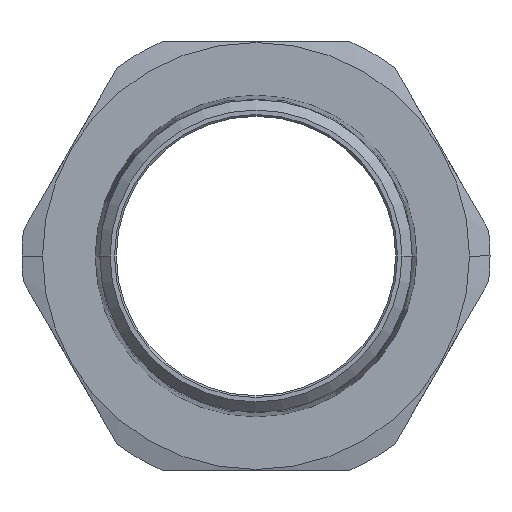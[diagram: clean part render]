
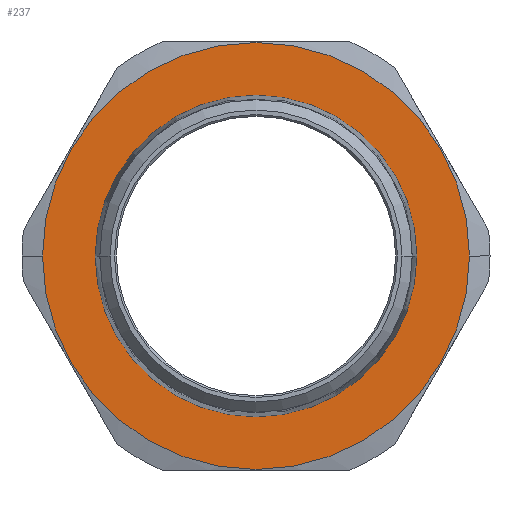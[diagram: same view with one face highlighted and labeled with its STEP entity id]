
A CAD part, left-side view. The second image highlights one B-rep face of the part: STEP entity #237.
In plain terms, the highlighted planar face has unit normal (-1, 0, 0).
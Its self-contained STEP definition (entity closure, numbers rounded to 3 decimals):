
#15 = ORIENTED_EDGE ( 'NONE', *, *, #3640, .T. ) ;
#42 = ORIENTED_EDGE ( 'NONE', *, *, #1725, .F. ) ;
#57 = EDGE_LOOP ( 'NONE', ( #15, #3792 ) ) ;
#67 = EDGE_CURVE ( 'NONE', #684, #1978, #3456, .T. ) ;
#78 = CARTESIAN_POINT ( 'NONE',  ( 15.9, 59.75, 0. ) ) ;
#171 = CARTESIAN_POINT ( 'NONE',  ( 15.9, 0., 0. ) ) ;
#185 = CIRCLE ( 'NONE', #1125, 59.75 ) ;
#237 = ADVANCED_FACE ( 'NONE', ( #1860, #3719 ), #902, .T. ) ;
#260 = DIRECTION ( 'NONE',  ( 1., 0., 0. ) ) ;
#474 = VERTEX_POINT ( 'NONE', #78 ) ;
#610 = CARTESIAN_POINT ( 'NONE',  ( 15.9, -59.75, 0. ) ) ;
#611 = EDGE_LOOP ( 'NONE', ( #2238, #42 ) ) ;
#650 = CARTESIAN_POINT ( 'NONE',  ( 15.9, 0., 0. ) ) ;
#684 = VERTEX_POINT ( 'NONE', #3354 ) ;
#871 = DIRECTION ( 'NONE',  ( 0., 1., 0. ) ) ;
#902 = PLANE ( 'NONE',  #3323 ) ;
#903 = DIRECTION ( 'NONE',  ( 0., 1., 0. ) ) ;
#1125 = AXIS2_PLACEMENT_3D ( 'NONE', #2056, #1256, #871 ) ;
#1256 = DIRECTION ( 'NONE',  ( 1., 0., 0. ) ) ;
#1292 = DIRECTION ( 'NONE',  ( 1., 0., 0. ) ) ;
#1417 = CARTESIAN_POINT ( 'NONE',  ( 15.9, 45.024, 0. ) ) ;
#1422 = AXIS2_PLACEMENT_3D ( 'NONE', #650, #260, #3704 ) ;
#1554 = CIRCLE ( 'NONE', #3440, 45.024 ) ;
#1725 = EDGE_CURVE ( 'NONE', #2646, #474, #185, .T. ) ;
#1860 = FACE_BOUND ( 'NONE', #57, .T. ) ;
#1978 = VERTEX_POINT ( 'NONE', #1417 ) ;
#2056 = CARTESIAN_POINT ( 'NONE',  ( 15.9, 0., 0. ) ) ;
#2151 = AXIS2_PLACEMENT_3D ( 'NONE', #171, #3612, #3226 ) ;
#2238 = ORIENTED_EDGE ( 'NONE', *, *, #2856, .F. ) ;
#2646 = VERTEX_POINT ( 'NONE', #610 ) ;
#2779 = DIRECTION ( 'NONE',  ( 0., -1., 0. ) ) ;
#2856 = EDGE_CURVE ( 'NONE', #474, #2646, #3322, .T. ) ;
#3177 = DIRECTION ( 'NONE',  ( -1., 0., 0. ) ) ;
#3226 = DIRECTION ( 'NONE',  ( 0., 1., 0. ) ) ;
#3268 = CARTESIAN_POINT ( 'NONE',  ( 15.9, 0., 0. ) ) ;
#3322 = CIRCLE ( 'NONE', #1422, 59.75 ) ;
#3323 = AXIS2_PLACEMENT_3D ( 'NONE', #3565, #3177, #2779 ) ;
#3354 = CARTESIAN_POINT ( 'NONE',  ( 15.9, -45.024, 0. ) ) ;
#3440 = AXIS2_PLACEMENT_3D ( 'NONE', #3268, #1292, #903 ) ;
#3456 = CIRCLE ( 'NONE', #2151, 45.024 ) ;
#3565 = CARTESIAN_POINT ( 'NONE',  ( 15.9, 45.024, 0. ) ) ;
#3612 = DIRECTION ( 'NONE',  ( 1., 0., 0. ) ) ;
#3640 = EDGE_CURVE ( 'NONE', #1978, #684, #1554, .T. ) ;
#3704 = DIRECTION ( 'NONE',  ( 0., 1., 0. ) ) ;
#3719 = FACE_OUTER_BOUND ( 'NONE', #611, .T. ) ;
#3792 = ORIENTED_EDGE ( 'NONE', *, *, #67, .T. ) ;
